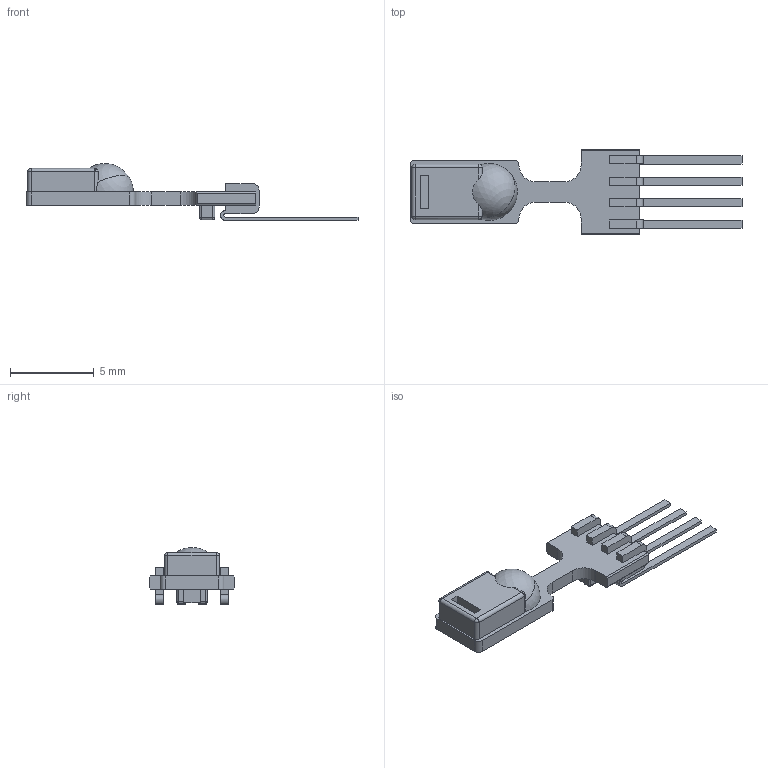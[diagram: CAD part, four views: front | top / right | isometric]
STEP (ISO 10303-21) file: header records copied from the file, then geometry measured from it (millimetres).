
FILE_DESCRIPTION((''),'2;1');
FILE_NAME('SENSIRION_SHT7X.stp','2012-03-21T13:54:48',(''),(''),'Mechanical Desktop 2011','Mechanical Desktop 2011',', , ');
FILE_SCHEMA(('AUTOMOTIVE_DESIGN { 1 2 10303 214 1 1 1 1 }'));
Length unit declared in the file: millimetre
Products named in the file (1): Product
Bounding box: 19.8 x 5.08 x 3.39 mm (x, y, z)
Volume: 71.8 mm3; surface area: 287.5 mm2
Topology: 8 solids, 8 shells, 152 faces, 397 edges, 259 vertices
Faces by surface type: plane 95, cylinder 45, sphere 12
Entity records: 4856 total; most frequent: CARTESIAN_POINT 1005, DIRECTION 795, ORIENTED_EDGE 774, EDGE_CURVE 387, VECTOR 283, LINE 283, AXIS2_PLACEMENT_3D 256, VERTEX_POINT 251
